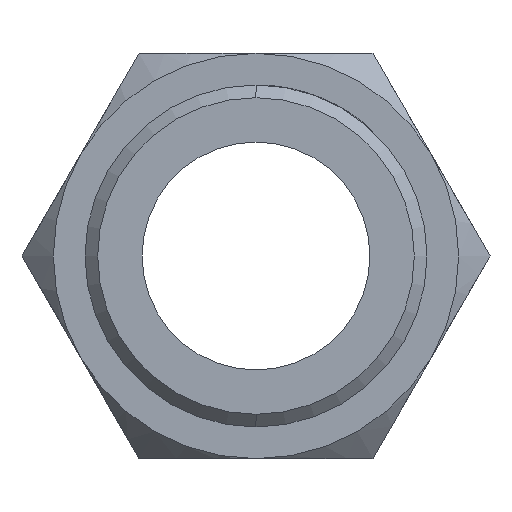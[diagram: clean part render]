
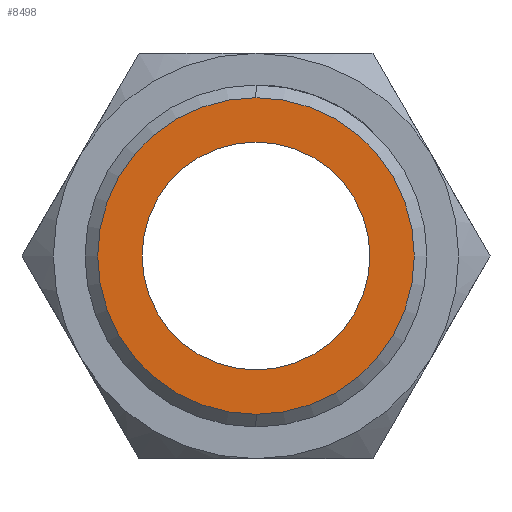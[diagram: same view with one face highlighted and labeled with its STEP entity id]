
A CAD part, left-side view. The second image highlights one B-rep face of the part: STEP entity #8498.
In plain terms, the highlighted planar face has unit normal (-1, 0, 0).
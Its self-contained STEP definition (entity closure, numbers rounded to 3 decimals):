
#84 = FACE_BOUND ( 'NONE', #7573, .T. ) ;
#122 = DIRECTION ( 'NONE',  ( 1., 0., 0. ) ) ;
#182 = AXIS2_PLACEMENT_3D ( 'NONE', #7245, #7893, #4636 ) ;
#550 = VERTEX_POINT ( 'NONE', #7317 ) ;
#574 = DIRECTION ( 'NONE',  ( 1., 0., 0. ) ) ;
#730 = AXIS2_PLACEMENT_3D ( 'NONE', #3367, #4668, #5887 ) ;
#736 = PLANE ( 'NONE',  #6409 ) ;
#777 = FACE_OUTER_BOUND ( 'NONE', #2121, .T. ) ;
#2068 = EDGE_CURVE ( 'NONE', #7979, #3054, #4874, .T. ) ;
#2121 = EDGE_LOOP ( 'NONE', ( #2982, #6968 ) ) ;
#2359 = ORIENTED_EDGE ( 'NONE', *, *, #2068, .T. ) ;
#2982 = ORIENTED_EDGE ( 'NONE', *, *, #4935, .T. ) ;
#3054 = VERTEX_POINT ( 'NONE', #3253 ) ;
#3253 = CARTESIAN_POINT ( 'NONE',  ( 0., 0., 4.5 ) ) ;
#3367 = CARTESIAN_POINT ( 'NONE',  ( 0., 0., 0. ) ) ;
#3646 = CARTESIAN_POINT ( 'NONE',  ( 0., 0., 6.25 ) ) ;
#4184 = AXIS2_PLACEMENT_3D ( 'NONE', #7447, #6226, #6718 ) ;
#4636 = DIRECTION ( 'NONE',  ( 0., 0., -1. ) ) ;
#4668 = DIRECTION ( 'NONE',  ( 1., 0., 0. ) ) ;
#4874 = CIRCLE ( 'NONE', #730, 4.5 ) ;
#4895 = ORIENTED_EDGE ( 'NONE', *, *, #7336, .T. ) ;
#4935 = EDGE_CURVE ( 'NONE', #550, #6269, #5019, .T. ) ;
#5019 = CIRCLE ( 'NONE', #4184, 6.25 ) ;
#5669 = EDGE_CURVE ( 'NONE', #6269, #550, #7401, .T. ) ;
#5887 = DIRECTION ( 'NONE',  ( 0., 0., -1. ) ) ;
#6226 = DIRECTION ( 'NONE',  ( -1., 0., 0. ) ) ;
#6269 = VERTEX_POINT ( 'NONE', #3646 ) ;
#6409 = AXIS2_PLACEMENT_3D ( 'NONE', #6641, #122, #6804 ) ;
#6641 = CARTESIAN_POINT ( 'NONE',  ( 0., 0., 0. ) ) ;
#6718 = DIRECTION ( 'NONE',  ( 0., 0., -1. ) ) ;
#6804 = DIRECTION ( 'NONE',  ( 0., 0., -1. ) ) ;
#6822 = AXIS2_PLACEMENT_3D ( 'NONE', #7127, #574, #7205 ) ;
#6968 = ORIENTED_EDGE ( 'NONE', *, *, #5669, .T. ) ;
#7127 = CARTESIAN_POINT ( 'NONE',  ( 0., 0., 0. ) ) ;
#7205 = DIRECTION ( 'NONE',  ( 0., 0., -1. ) ) ;
#7245 = CARTESIAN_POINT ( 'NONE',  ( 0., 0., 0. ) ) ;
#7317 = CARTESIAN_POINT ( 'NONE',  ( 0., 0., -6.25 ) ) ;
#7336 = EDGE_CURVE ( 'NONE', #3054, #7979, #8339, .T. ) ;
#7401 = CIRCLE ( 'NONE', #182, 6.25 ) ;
#7447 = CARTESIAN_POINT ( 'NONE',  ( 0., 0., 0. ) ) ;
#7573 = EDGE_LOOP ( 'NONE', ( #4895, #2359 ) ) ;
#7893 = DIRECTION ( 'NONE',  ( -1., 0., 0. ) ) ;
#7979 = VERTEX_POINT ( 'NONE', #8574 ) ;
#8339 = CIRCLE ( 'NONE', #6822, 4.5 ) ;
#8498 = ADVANCED_FACE ( 'NONE', ( #777, #84 ), #736, .F. ) ;
#8574 = CARTESIAN_POINT ( 'NONE',  ( 0., 0., -4.5 ) ) ;
